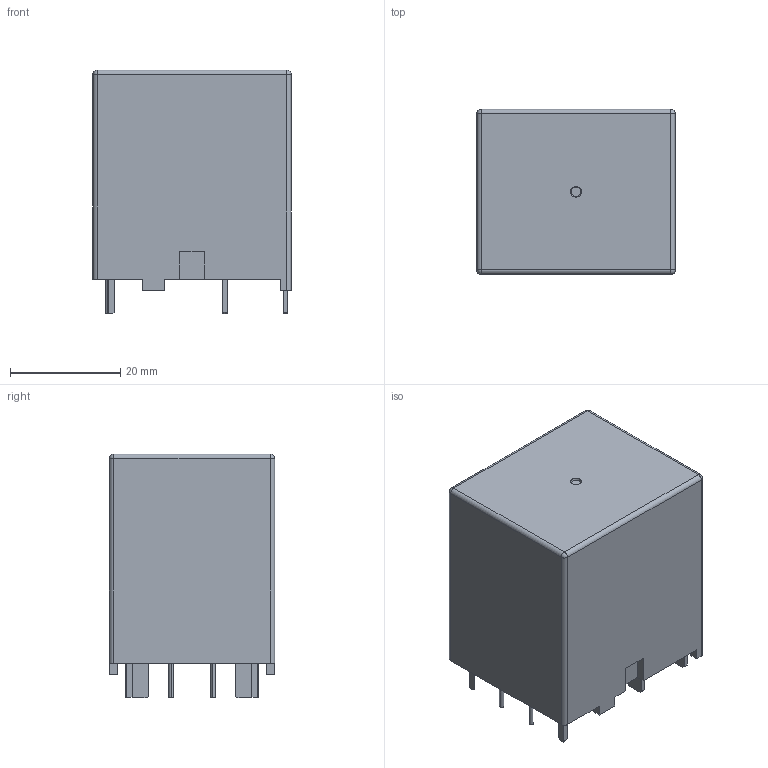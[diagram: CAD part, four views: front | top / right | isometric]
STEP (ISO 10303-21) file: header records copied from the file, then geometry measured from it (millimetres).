
FILE_DESCRIPTION (( 'STEP AP214' ), '1' );
FILE_NAME ('RELAY-TH_AHES4191.step', '2022-07-09T12:59:03', ( '' ), ( '' ), 'SwSTEP 2.0', 'SolidWorks 2020', '' );
FILE_SCHEMA (( 'AUTOMOTIVE_DESIGN' ));
Length unit declared in the file: millimetre
Products named in the file (1): RELAY-TH_AHES4191
Bounding box: 36 x 30.01 x 44.29 mm (x, y, z)
Volume: 41034.3 mm3; surface area: 7478.6 mm2
Topology: 1 solids, 1 shells, 386 faces, 1035 edges, 682 vertices
Faces by surface type: plane 256, bspline 112, cylinder 12, sphere 4, cone 2
Entity records: 17367 total; most frequent: CARTESIAN_POINT 4204, ORIENTED_EDGE 2062, DIRECTION 1381, EDGE_CURVE 1031, VECTOR 775, LINE 775, VERTEX_POINT 682, EDGE_LOOP 421
